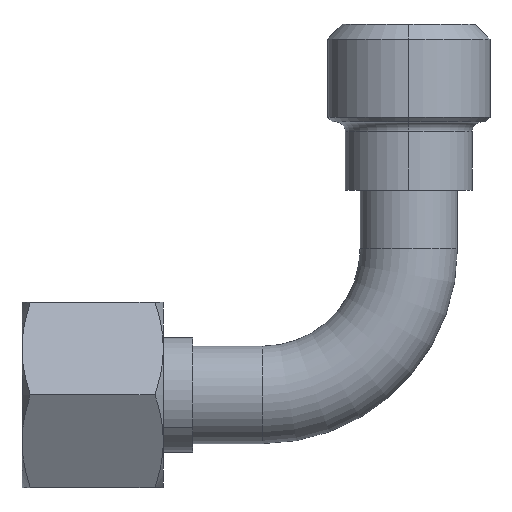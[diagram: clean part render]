
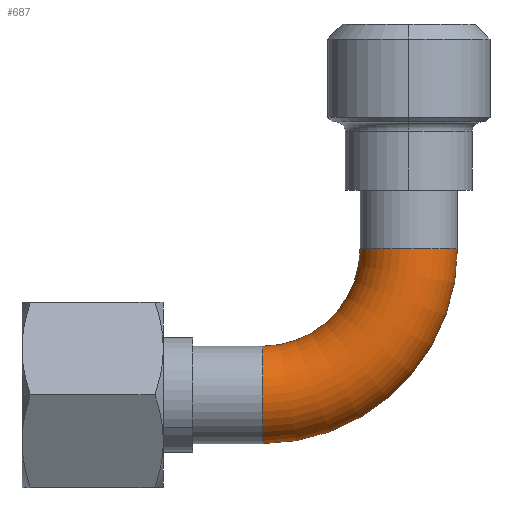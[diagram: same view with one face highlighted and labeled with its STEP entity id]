
A CAD part, left-side view. The second image highlights one B-rep face of the part: STEP entity #687.
In plain terms, the highlighted toroidal (fillet/blend) face has major radius 15 mm and minor radius 5 mm.
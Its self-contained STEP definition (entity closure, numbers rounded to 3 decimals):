
#28 = VERTEX_POINT ( 'NONE', #783 ) ;
#71 = ORIENTED_EDGE ( 'NONE', *, *, #445, .F. ) ;
#100 = ORIENTED_EDGE ( 'NONE', *, *, #104, .T. ) ;
#104 = EDGE_CURVE ( 'NONE', #356, #1067, #539, .T. ) ;
#127 = CARTESIAN_POINT ( 'NONE',  ( 0., 15., -28. ) ) ;
#135 = TOROIDAL_SURFACE ( 'NONE', #633, 15., 5. ) ;
#144 = FACE_OUTER_BOUND ( 'NONE', #342, .T. ) ;
#177 = EDGE_CURVE ( 'NONE', #510, #356, #1131, .T. ) ;
#267 = CARTESIAN_POINT ( 'NONE',  ( 0., 15., -13. ) ) ;
#275 = ORIENTED_EDGE ( 'NONE', *, *, #177, .T. ) ;
#327 = CARTESIAN_POINT ( 'NONE',  ( 0., 0., -13. ) ) ;
#331 = DIRECTION ( 'NONE',  ( -1., 0., 0. ) ) ;
#342 = EDGE_LOOP ( 'NONE', ( #275, #100, #71, #517 ) ) ;
#356 = VERTEX_POINT ( 'NONE', #1068 ) ;
#387 = CIRCLE ( 'NONE', #763, 5. ) ;
#445 = EDGE_CURVE ( 'NONE', #28, #1067, #387, .T. ) ;
#473 = DIRECTION ( 'NONE',  ( 0., 0., 1. ) ) ;
#510 = VERTEX_POINT ( 'NONE', #634 ) ;
#517 = ORIENTED_EDGE ( 'NONE', *, *, #889, .F. ) ;
#539 = CIRCLE ( 'NONE', #744, 20. ) ;
#583 = DIRECTION ( 'NONE',  ( -1., 0., 0. ) ) ;
#584 = DIRECTION ( 'NONE',  ( 0., 0., 1. ) ) ;
#633 = AXIS2_PLACEMENT_3D ( 'NONE', #841, #331, #831 ) ;
#634 = CARTESIAN_POINT ( 'NONE',  ( 0., 15., -23. ) ) ;
#663 = DIRECTION ( 'NONE',  ( -1., 0., 0. ) ) ;
#687 = ADVANCED_FACE ( 'NONE', ( #144 ), #135, .T. ) ;
#710 = CARTESIAN_POINT ( 'NONE',  ( 0., -5., -13. ) ) ;
#744 = AXIS2_PLACEMENT_3D ( 'NONE', #1078, #583, #473 ) ;
#750 = DIRECTION ( 'NONE',  ( 0., 0., 1. ) ) ;
#763 = AXIS2_PLACEMENT_3D ( 'NONE', #327, #750, #1017 ) ;
#783 = CARTESIAN_POINT ( 'NONE',  ( 0., 5., -13. ) ) ;
#831 = DIRECTION ( 'NONE',  ( 0., 0., 1. ) ) ;
#841 = CARTESIAN_POINT ( 'NONE',  ( 0., 15., -13. ) ) ;
#889 = EDGE_CURVE ( 'NONE', #510, #28, #1010, .T. ) ;
#908 = DIRECTION ( 'NONE',  ( 0., -1., 0. ) ) ;
#920 = DIRECTION ( 'NONE',  ( 1., 0., 0. ) ) ;
#1010 = CIRCLE ( 'NONE', #1258, 10. ) ;
#1017 = DIRECTION ( 'NONE',  ( 1., 0., 0. ) ) ;
#1032 = AXIS2_PLACEMENT_3D ( 'NONE', #127, #908, #920 ) ;
#1067 = VERTEX_POINT ( 'NONE', #710 ) ;
#1068 = CARTESIAN_POINT ( 'NONE',  ( 0., 15., -33. ) ) ;
#1078 = CARTESIAN_POINT ( 'NONE',  ( 0., 15., -13. ) ) ;
#1131 = CIRCLE ( 'NONE', #1032, 5. ) ;
#1258 = AXIS2_PLACEMENT_3D ( 'NONE', #267, #663, #584 ) ;
